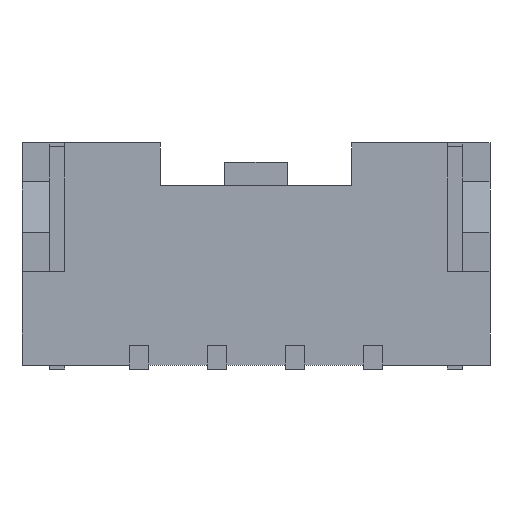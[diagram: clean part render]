
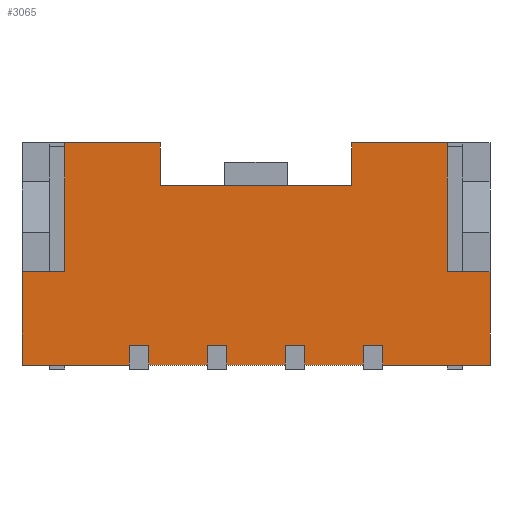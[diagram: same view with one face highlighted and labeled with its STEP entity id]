
A CAD part, front view. The second image highlights one B-rep face of the part: STEP entity #3065.
In plain terms, the highlighted planar face has unit normal (0, -1, 0).
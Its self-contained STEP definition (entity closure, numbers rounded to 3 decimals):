
#6 = CARTESIAN_POINT ( 'NONE',  ( 4.9, -4.45, 5.7 ) ) ;
#47 = CARTESIAN_POINT ( 'NONE',  ( -6., -4.45, 2.4 ) ) ;
#48 = FACE_OUTER_BOUND ( 'NONE', #4792, .T. ) ;
#71 = EDGE_CURVE ( 'NONE', #480, #5150, #5447, .T. ) ;
#167 = DIRECTION ( 'NONE',  ( 0., 0., 1. ) ) ;
#312 = ORIENTED_EDGE ( 'NONE', *, *, #2488, .T. ) ;
#415 = VERTEX_POINT ( 'NONE', #47 ) ;
#480 = VERTEX_POINT ( 'NONE', #609 ) ;
#489 = ORIENTED_EDGE ( 'NONE', *, *, #4271, .T. ) ;
#585 = LINE ( 'NONE', #3351, #3028 ) ;
#609 = CARTESIAN_POINT ( 'NONE',  ( 2.45, -4.45, 5.7 ) ) ;
#718 = EDGE_CURVE ( 'NONE', #1607, #480, #3704, .T. ) ;
#768 = LINE ( 'NONE', #4546, #1351 ) ;
#784 = VECTOR ( 'NONE', #167, 1000. ) ;
#796 = ORIENTED_EDGE ( 'NONE', *, *, #71, .T. ) ;
#846 = DIRECTION ( 'NONE',  ( -1., 0., 0. ) ) ;
#869 = VECTOR ( 'NONE', #1809, 1000. ) ;
#892 = EDGE_CURVE ( 'NONE', #5820, #1640, #2580, .T. ) ;
#988 = ORIENTED_EDGE ( 'NONE', *, *, #4213, .T. ) ;
#1004 = VERTEX_POINT ( 'NONE', #1868 ) ;
#1019 = CARTESIAN_POINT ( 'NONE',  ( -4.9, -4.45, 2.4 ) ) ;
#1045 = VERTEX_POINT ( 'NONE', #5223 ) ;
#1219 = DIRECTION ( 'NONE',  ( 0., 0., -1. ) ) ;
#1351 = VECTOR ( 'NONE', #2641, 1000. ) ;
#1432 = LINE ( 'NONE', #6, #869 ) ;
#1480 = VECTOR ( 'NONE', #5610, 1000. ) ;
#1487 = CARTESIAN_POINT ( 'NONE',  ( -2.45, -4.45, 4.6 ) ) ;
#1607 = VERTEX_POINT ( 'NONE', #5221 ) ;
#1640 = VERTEX_POINT ( 'NONE', #1019 ) ;
#1692 = VECTOR ( 'NONE', #2531, 1000. ) ;
#1721 = ORIENTED_EDGE ( 'NONE', *, *, #3317, .T. ) ;
#1809 = DIRECTION ( 'NONE',  ( -1., 0., 0. ) ) ;
#1868 = CARTESIAN_POINT ( 'NONE',  ( -6., -4.45, 0. ) ) ;
#2020 = DIRECTION ( 'NONE',  ( 0., 0., 1. ) ) ;
#2077 = EDGE_CURVE ( 'NONE', #1004, #4847, #768, .T. ) ;
#2080 = CARTESIAN_POINT ( 'NONE',  ( -2.45, -4.45, 5.7 ) ) ;
#2123 = CARTESIAN_POINT ( 'NONE',  ( -4.9, -4.45, 4.7 ) ) ;
#2182 = EDGE_CURVE ( 'NONE', #1045, #5820, #1432, .T. ) ;
#2186 = ORIENTED_EDGE ( 'NONE', *, *, #5226, .T. ) ;
#2412 = CARTESIAN_POINT ( 'NONE',  ( 2.45, -4.45, 4.6 ) ) ;
#2447 = LINE ( 'NONE', #4873, #1692 ) ;
#2485 = CARTESIAN_POINT ( 'NONE',  ( 6., -4.45, 2.4 ) ) ;
#2488 = EDGE_CURVE ( 'NONE', #5150, #4269, #4404, .T. ) ;
#2509 = CARTESIAN_POINT ( 'NONE',  ( 4.9, -4.45, 4.7 ) ) ;
#2531 = DIRECTION ( 'NONE',  ( 0., 0., 1. ) ) ;
#2538 = DIRECTION ( 'NONE',  ( 0., 0., -1. ) ) ;
#2580 = LINE ( 'NONE', #2123, #5633 ) ;
#2641 = DIRECTION ( 'NONE',  ( 1., 0., 0. ) ) ;
#2673 = VERTEX_POINT ( 'NONE', #2485 ) ;
#2965 = DIRECTION ( 'NONE',  ( 0., -1., 0. ) ) ;
#3028 = VECTOR ( 'NONE', #5180, 1000. ) ;
#3032 = ORIENTED_EDGE ( 'NONE', *, *, #718, .T. ) ;
#3065 = ADVANCED_FACE ( 'NONE', ( #48 ), #3421, .T. ) ;
#3125 = AXIS2_PLACEMENT_3D ( 'NONE', #4727, #2965, #4814 ) ;
#3266 = LINE ( 'NONE', #5126, #5775 ) ;
#3281 = ORIENTED_EDGE ( 'NONE', *, *, #892, .T. ) ;
#3317 = EDGE_CURVE ( 'NONE', #1640, #415, #585, .T. ) ;
#3320 = VECTOR ( 'NONE', #846, 1000. ) ;
#3351 = CARTESIAN_POINT ( 'NONE',  ( 4.9, -4.45, 2.4 ) ) ;
#3421 = PLANE ( 'NONE',  #3125 ) ;
#3494 = CARTESIAN_POINT ( 'NONE',  ( 4.9, -4.45, 4.6 ) ) ;
#3585 = VERTEX_POINT ( 'NONE', #3725 ) ;
#3704 = LINE ( 'NONE', #5575, #5133 ) ;
#3725 = CARTESIAN_POINT ( 'NONE',  ( 4.9, -4.45, 2.4 ) ) ;
#3921 = ORIENTED_EDGE ( 'NONE', *, *, #2077, .T. ) ;
#4041 = ORIENTED_EDGE ( 'NONE', *, *, #4232, .T. ) ;
#4213 = EDGE_CURVE ( 'NONE', #415, #1004, #3266, .T. ) ;
#4218 = VECTOR ( 'NONE', #2020, 1000. ) ;
#4232 = EDGE_CURVE ( 'NONE', #3585, #1607, #5713, .T. ) ;
#4269 = VERTEX_POINT ( 'NONE', #1487 ) ;
#4271 = EDGE_CURVE ( 'NONE', #4269, #1045, #4848, .T. ) ;
#4404 = LINE ( 'NONE', #3494, #3320 ) ;
#4465 = EDGE_CURVE ( 'NONE', #2673, #3585, #5580, .T. ) ;
#4546 = CARTESIAN_POINT ( 'NONE',  ( 0., -4.45, 0. ) ) ;
#4727 = CARTESIAN_POINT ( 'NONE',  ( 4.9, -4.45, 4.7 ) ) ;
#4792 = EDGE_LOOP ( 'NONE', ( #4041, #3032, #796, #312, #489, #5111, #3281, #1721, #988, #3921, #2186, #5792 ) ) ;
#4814 = DIRECTION ( 'NONE',  ( 0., 0., -1. ) ) ;
#4847 = VERTEX_POINT ( 'NONE', #5105 ) ;
#4848 = LINE ( 'NONE', #2080, #4218 ) ;
#4873 = CARTESIAN_POINT ( 'NONE',  ( 6., -4.45, 0. ) ) ;
#4896 = DIRECTION ( 'NONE',  ( 0., 0., -1. ) ) ;
#5105 = CARTESIAN_POINT ( 'NONE',  ( 6., -4.45, 0. ) ) ;
#5111 = ORIENTED_EDGE ( 'NONE', *, *, #2182, .T. ) ;
#5117 = VECTOR ( 'NONE', #1219, 1000. ) ;
#5126 = CARTESIAN_POINT ( 'NONE',  ( -6., -4.45, 4.7 ) ) ;
#5133 = VECTOR ( 'NONE', #6000, 1000. ) ;
#5150 = VERTEX_POINT ( 'NONE', #2412 ) ;
#5180 = DIRECTION ( 'NONE',  ( -1., 0., 0. ) ) ;
#5221 = CARTESIAN_POINT ( 'NONE',  ( 4.9, -4.45, 5.7 ) ) ;
#5223 = CARTESIAN_POINT ( 'NONE',  ( -2.45, -4.45, 5.7 ) ) ;
#5226 = EDGE_CURVE ( 'NONE', #4847, #2673, #2447, .T. ) ;
#5447 = LINE ( 'NONE', #5789, #5117 ) ;
#5575 = CARTESIAN_POINT ( 'NONE',  ( 4.9, -4.45, 5.7 ) ) ;
#5580 = LINE ( 'NONE', #5971, #1480 ) ;
#5610 = DIRECTION ( 'NONE',  ( -1., 0., 0. ) ) ;
#5633 = VECTOR ( 'NONE', #4896, 1000. ) ;
#5713 = LINE ( 'NONE', #2509, #784 ) ;
#5765 = CARTESIAN_POINT ( 'NONE',  ( -4.9, -4.45, 5.7 ) ) ;
#5775 = VECTOR ( 'NONE', #2538, 1000. ) ;
#5789 = CARTESIAN_POINT ( 'NONE',  ( 2.45, -4.45, 4.6 ) ) ;
#5792 = ORIENTED_EDGE ( 'NONE', *, *, #4465, .T. ) ;
#5820 = VERTEX_POINT ( 'NONE', #5765 ) ;
#5971 = CARTESIAN_POINT ( 'NONE',  ( 4.9, -4.45, 2.4 ) ) ;
#6000 = DIRECTION ( 'NONE',  ( -1., 0., 0. ) ) ;
